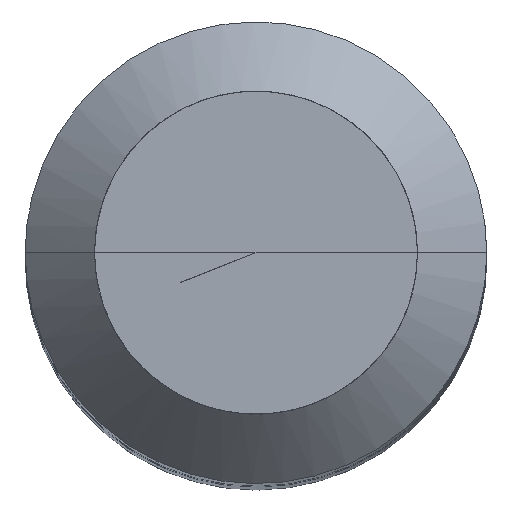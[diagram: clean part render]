
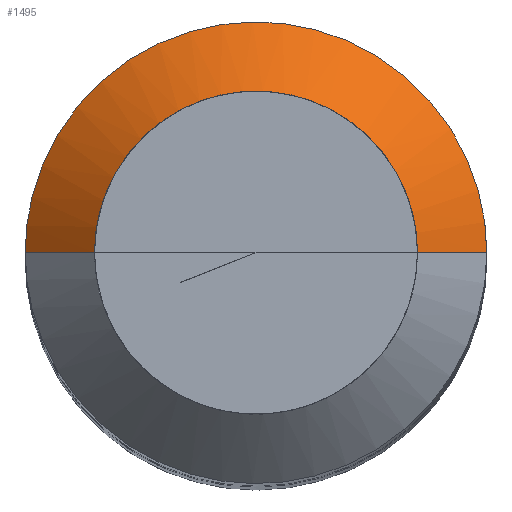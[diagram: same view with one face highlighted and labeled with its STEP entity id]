
A CAD part, top view. The second image highlights one B-rep face of the part: STEP entity #1495.
In plain terms, the highlighted free-form (B-spline) face has degree [1, 2] with [2, 5] control points.
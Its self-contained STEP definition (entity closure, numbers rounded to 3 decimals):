
#1287=CARTESIAN_POINT('',(8.0,0.0,45.6));
#1288=CARTESIAN_POINT('',(8.0,8.0,45.6));
#1289=CARTESIAN_POINT('',(0.0,8.0,45.6));
#1290=CARTESIAN_POINT('',(-8.0,8.0,45.6));
#1291=CARTESIAN_POINT('',(-8.0,0.0,45.6));
#1292=CARTESIAN_POINT('',(5.6,0.0,48.0));
#1293=CARTESIAN_POINT('',(5.6,5.6,48.0));
#1294=CARTESIAN_POINT('',(0.0,5.6,48.0));
#1295=CARTESIAN_POINT('',(-5.6,5.6,48.0));
#1296=CARTESIAN_POINT('',(-5.6,0.0,48.0));
#1476=(
BOUNDED_SURFACE()
B_SPLINE_SURFACE(1,2,(
(#1287,#1288,#1289,#1290,#1291),
(#1292,#1293,#1294,#1295,#1296)
), .UNSPECIFIED.,.F.,.F.,.F.)
B_SPLINE_SURFACE_WITH_KNOTS((2,2),(3,2,3),(
0.0,1.0),(
0.0,0.5,1.0), .UNSPECIFIED.)
GEOMETRIC_REPRESENTATION_ITEM()
RATIONAL_B_SPLINE_SURFACE(((1.0,0.707,1.0,0.707,1.0),
(1.0,0.707,1.0,0.707,1.0)
))
REPRESENTATION_ITEM('')
SURFACE()
);
#1477=(
BOUNDED_CURVE()
B_SPLINE_CURVE(1,(#1292,#1287),.UNSPECIFIED.,.F.,.F.)
B_SPLINE_CURVE_WITH_KNOTS((2,2),
(0.0,1.0),.UNSPECIFIED.)
CURVE()
GEOMETRIC_REPRESENTATION_ITEM()
RATIONAL_B_SPLINE_CURVE((1.0,1.0))
REPRESENTATION_ITEM('')
);
#1478=(
BOUNDED_CURVE()
B_SPLINE_CURVE(2,(#1287,#1288,#1289,#1290,#1291),.UNSPECIFIED.,.F.,.F.)
B_SPLINE_CURVE_WITH_KNOTS((3,2,3),
(0.0,0.5,1.0),.UNSPECIFIED.)
CURVE()
GEOMETRIC_REPRESENTATION_ITEM()
RATIONAL_B_SPLINE_CURVE((1.0,0.707,1.0,0.707,1.0))
REPRESENTATION_ITEM('')
);
#1479=(
BOUNDED_CURVE()
B_SPLINE_CURVE(1,(#1291,#1296),.UNSPECIFIED.,.F.,.F.)
B_SPLINE_CURVE_WITH_KNOTS((2,2),
(0.0,1.0),.UNSPECIFIED.)
CURVE()
GEOMETRIC_REPRESENTATION_ITEM()
RATIONAL_B_SPLINE_CURVE((1.0,1.0))
REPRESENTATION_ITEM('')
);
#1480=(
BOUNDED_CURVE()
B_SPLINE_CURVE(2,(#1296,#1295,#1294,#1293,#1292),.UNSPECIFIED.,.F.,.F.)
B_SPLINE_CURVE_WITH_KNOTS((3,2,3),
(0.0,0.5,1.0),.UNSPECIFIED.)
CURVE()
GEOMETRIC_REPRESENTATION_ITEM()
RATIONAL_B_SPLINE_CURVE((1.0,0.707,1.0,0.707,1.0))
REPRESENTATION_ITEM('')
);
#1481=VERTEX_POINT('',#1287);
#1482=VERTEX_POINT('',#1291);
#1483=VERTEX_POINT('',#1292);
#1484=VERTEX_POINT('',#1296);
#1485=EDGE_CURVE('',#1483,#1481,#1477,.T.);
#1486=EDGE_CURVE('',#1481,#1482,#1478,.T.);
#1487=EDGE_CURVE('',#1482,#1484,#1479,.T.);
#1488=EDGE_CURVE('',#1484,#1483,#1480,.T.);
#1489=ORIENTED_EDGE('',*,*,#1485,.T.);
#1490=ORIENTED_EDGE('',*,*,#1486,.T.);
#1491=ORIENTED_EDGE('',*,*,#1487,.T.);
#1492=ORIENTED_EDGE('',*,*,#1488,.T.);
#1493=EDGE_LOOP('',(#1489,#1490,#1491,#1492));
#1494=FACE_OUTER_BOUND('',#1493,.T.);
#1495=ADVANCED_FACE('',(#1494),#1476,.T.);
